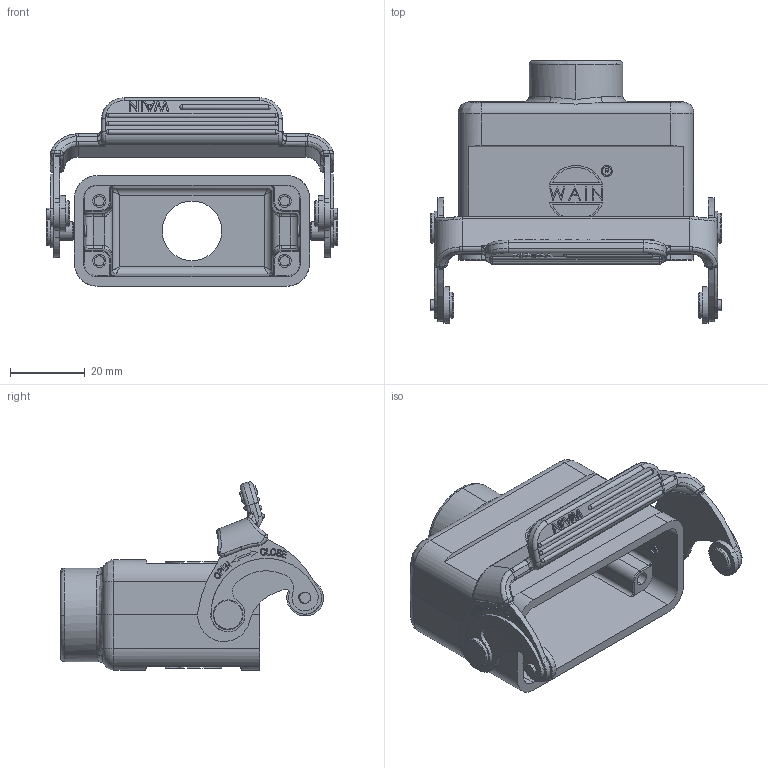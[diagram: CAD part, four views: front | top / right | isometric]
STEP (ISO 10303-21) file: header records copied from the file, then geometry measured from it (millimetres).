
FILE_DESCRIPTION((''),'2;1');
FILE_NAME('PRT0014_1','2024-01-26T',('11539'),(''),'PRO/ENGINEER BY PARAMETRIC TECHNOLOGY CORPORATION, 2012480','PRO/ENGINEER BY PARAMETRIC TECHNOLOGY CORPORATION, 2012480','');
FILE_SCHEMA(('CONFIG_CONTROL_DESIGN'));
Length unit declared in the file: millimetre
Products named in the file (1): PRT0014_1
Bounding box: 77.7 x 70.15 x 50.26 mm (x, y, z)
Volume: 34642.7 mm3; surface area: 25620 mm2
Topology: 1 solids, 12 shells, 1138 faces, 3034 edges, 2008 vertices
Faces by surface type: plane 544, cylinder 228, extrusion 224, bspline 82, torus 28, cone 18, sphere 14
Entity records: 43922 total; most frequent: CARTESIAN_POINT 16731, ORIENTED_EDGE 6036, DIRECTION 4761, EDGE_CURVE 3018, VERTEX_POINT 2008, VECTOR 1903, LINE 1679, AXIS2_PLACEMENT_3D 1429
